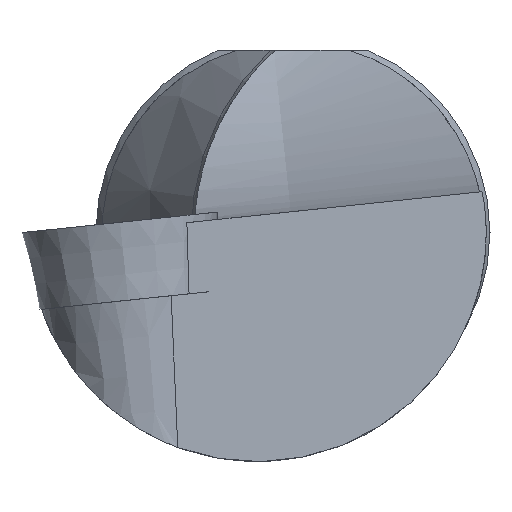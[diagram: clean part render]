
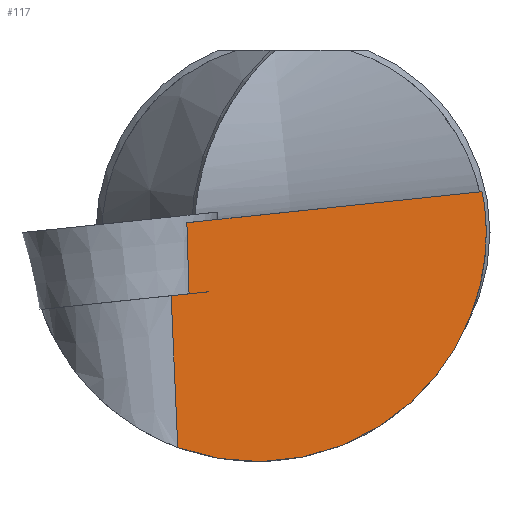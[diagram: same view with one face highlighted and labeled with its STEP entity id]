
A CAD part, left-side view. The second image highlights one B-rep face of the part: STEP entity #117.
In plain terms, the highlighted planar face has unit normal (-0.86, -0.506, -0.069).
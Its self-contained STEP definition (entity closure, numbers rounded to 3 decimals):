
#117=ADVANCED_FACE('',(#155),#146,.F.);
#146=PLANE('',#541);
#155=FACE_OUTER_BOUND('',#182,.T.);
#182=EDGE_LOOP('',(#253,#254,#255,#256,#257,#258));
#213=ELLIPSE('',#539,10.819,9.3);
#214=ELLIPSE('',#540,9.132,7.85);
#219=LINE('',#732,#234);
#220=LINE('',#735,#235);
#234=VECTOR('',#596,1.);
#235=VECTOR('',#597,1.);
#253=ORIENTED_EDGE('',*,*,#440,.T.);
#254=ORIENTED_EDGE('',*,*,#441,.T.);
#255=ORIENTED_EDGE('',*,*,#442,.T.);
#256=ORIENTED_EDGE('',*,*,#443,.T.);
#257=ORIENTED_EDGE('',*,*,#444,.T.);
#258=ORIENTED_EDGE('',*,*,#445,.T.);
#393=VERTEX_POINT('',#733);
#394=VERTEX_POINT('',#734);
#395=VERTEX_POINT('',#736);
#396=VERTEX_POINT('',#738);
#397=VERTEX_POINT('',#740);
#398=VERTEX_POINT('',#745);
#440=EDGE_CURVE('',#393,#394,#219,.T.);
#441=EDGE_CURVE('',#394,#395,#220,.T.);
#442=EDGE_CURVE('',#395,#396,#213,.T.);
#443=EDGE_CURVE('',#396,#397,#214,.T.);
#444=EDGE_CURVE('',#397,#398,#506,.T.);
#445=EDGE_CURVE('',#398,#393,#507,.T.);
#506=B_SPLINE_CURVE_WITH_KNOTS('',3,(#741,#742,#743,#744),.UNSPECIFIED.,
 .F.,.F.,(4,4),(0.,1.),.UNSPECIFIED.);
#507=B_SPLINE_CURVE_WITH_KNOTS('',3,(#746,#747,#748,#749),.UNSPECIFIED.,
 .F.,.F.,(4,4),(0.,1.),.UNSPECIFIED.);
#539=AXIS2_PLACEMENT_3D('',#737,#598,#599);
#540=AXIS2_PLACEMENT_3D('',#739,#600,#601);
#541=AXIS2_PLACEMENT_3D('',#750,#602,#603);
#596=DIRECTION('',(-0.5,0.861,-0.091));
#597=DIRECTION('',(0.106,-0.043,-0.993));
#598=DIRECTION('',(-0.86,-0.506,-0.069));
#599=DIRECTION('',(-0.511,0.852,0.117));
#600=DIRECTION('',(-0.86,-0.506,-0.069));
#601=DIRECTION('',(-0.511,0.852,0.117));
#602=DIRECTION('',(0.86,0.506,0.069));
#603=DIRECTION('',(0.508,-0.862,0.));
#732=CARTESIAN_POINT('',(0.961,4.944,-2.561));
#733=CARTESIAN_POINT('',(1.383,4.218,-2.485));
#734=CARTESIAN_POINT('',(0.961,4.944,-2.561));
#735=CARTESIAN_POINT('',(0.961,4.944,-2.561));
#736=CARTESIAN_POINT('',(1.615,4.677,-8.722));
#737=CARTESIAN_POINT('',(2.812,1.45,0.));
#738=CARTESIAN_POINT('',(8.29,-7.85,0.));
#739=CARTESIAN_POINT('',(3.666,0.,0.));
#740=CARTESIAN_POINT('',(8.051,-7.672,1.661));
#741=CARTESIAN_POINT('',(8.051,-7.672,1.661));
#742=CARTESIAN_POINT('',(5.733,-3.679,1.241));
#743=CARTESIAN_POINT('',(3.415,0.314,0.821));
#744=CARTESIAN_POINT('',(1.097,4.308,0.402));
#745=CARTESIAN_POINT('',(1.097,4.308,0.402));
#746=CARTESIAN_POINT('',(1.097,4.308,0.402));
#747=CARTESIAN_POINT('',(1.192,4.277,-0.56));
#748=CARTESIAN_POINT('',(1.287,4.247,-1.523));
#749=CARTESIAN_POINT('',(1.383,4.218,-2.485));
#750=CARTESIAN_POINT('',(0.961,4.944,-2.561));
